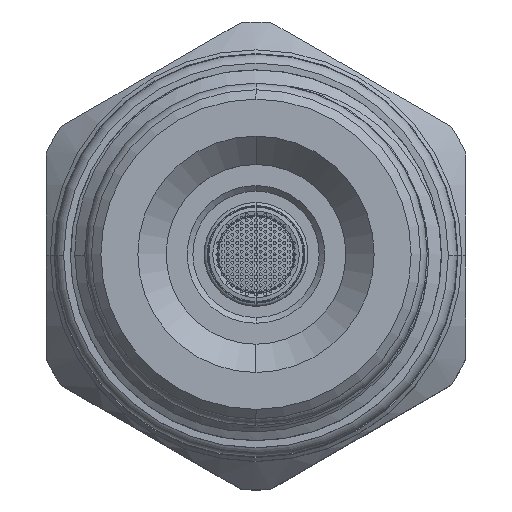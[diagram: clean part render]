
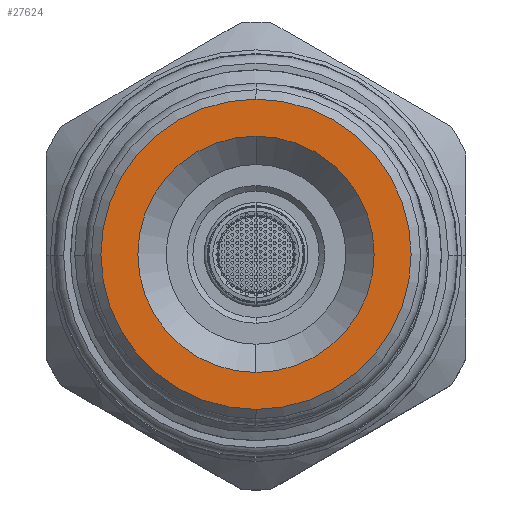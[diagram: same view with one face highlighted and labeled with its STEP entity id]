
A CAD part, top view. The second image highlights one B-rep face of the part: STEP entity #27624.
In plain terms, the highlighted planar face has unit normal (0, 0, 1).
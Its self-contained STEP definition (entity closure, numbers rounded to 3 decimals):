
#706 = ORIENTED_EDGE ( 'NONE', *, *, #54614, .F. ) ;
#5636 = ORIENTED_EDGE ( 'NONE', *, *, #28478, .T. ) ;
#6698 = CARTESIAN_POINT ( 'NONE',  ( 0., 0., 45.202 ) ) ;
#9188 = CARTESIAN_POINT ( 'NONE',  ( 0., -6.265, 45.202 ) ) ;
#11544 = CARTESIAN_POINT ( 'NONE',  ( 0., 8.225, 45.202 ) ) ;
#12334 = AXIS2_PLACEMENT_3D ( 'NONE', #45213, #37767, #16775 ) ;
#13707 = AXIS2_PLACEMENT_3D ( 'NONE', #40818, #19444, #24089 ) ;
#14996 = CARTESIAN_POINT ( 'NONE',  ( 0., 0., 45.202 ) ) ;
#15228 = VERTEX_POINT ( 'NONE', #24908 ) ;
#15422 = ORIENTED_EDGE ( 'NONE', *, *, #35956, .F. ) ;
#16775 = DIRECTION ( 'NONE',  ( 0., -1., 0. ) ) ;
#17883 = CIRCLE ( 'NONE', #34050, 8.225 ) ;
#19444 = DIRECTION ( 'NONE',  ( 0., 0., 1. ) ) ;
#22846 = ORIENTED_EDGE ( 'NONE', *, *, #35623, .T. ) ;
#23702 = CARTESIAN_POINT ( 'NONE',  ( 0., 0., 45.202 ) ) ;
#23889 = DIRECTION ( 'NONE',  ( 0., 1., 0. ) ) ;
#24086 = DIRECTION ( 'NONE',  ( 0., 0., 1. ) ) ;
#24089 = DIRECTION ( 'NONE',  ( 0., -1., 0. ) ) ;
#24611 = CARTESIAN_POINT ( 'NONE',  ( 0., 6.265, 45.202 ) ) ;
#24908 = CARTESIAN_POINT ( 'NONE',  ( 0., -8.225, 45.202 ) ) ;
#27624 = ADVANCED_FACE ( 'NONE', ( #38448, #36470 ), #49289, .F. ) ;
#27822 = DIRECTION ( 'NONE',  ( 0., 0., 1. ) ) ;
#28193 = AXIS2_PLACEMENT_3D ( 'NONE', #23702, #27822, #23889 ) ;
#28277 = DIRECTION ( 'NONE',  ( 0., 1., 0. ) ) ;
#28478 = EDGE_CURVE ( 'NONE', #15228, #44299, #17883, .T. ) ;
#30793 = AXIS2_PLACEMENT_3D ( 'NONE', #6698, #53682, #28277 ) ;
#32078 = DIRECTION ( 'NONE',  ( 0., -1., 0. ) ) ;
#33503 = VERTEX_POINT ( 'NONE', #9188 ) ;
#34050 = AXIS2_PLACEMENT_3D ( 'NONE', #14996, #24086, #32078 ) ;
#35623 = EDGE_CURVE ( 'NONE', #44299, #15228, #47502, .T. ) ;
#35956 = EDGE_CURVE ( 'NONE', #42625, #33503, #48781, .T. ) ;
#36470 = FACE_BOUND ( 'NONE', #50688, .T. ) ;
#37767 = DIRECTION ( 'NONE',  ( 0., 0., -1. ) ) ;
#38448 = FACE_OUTER_BOUND ( 'NONE', #40019, .T. ) ;
#40019 = EDGE_LOOP ( 'NONE', ( #5636, #22846 ) ) ;
#40818 = CARTESIAN_POINT ( 'NONE',  ( 0., 0., 45.202 ) ) ;
#42625 = VERTEX_POINT ( 'NONE', #24611 ) ;
#44299 = VERTEX_POINT ( 'NONE', #11544 ) ;
#45213 = CARTESIAN_POINT ( 'NONE',  ( 0., 0., 45.202 ) ) ;
#47502 = CIRCLE ( 'NONE', #13707, 8.225 ) ;
#48781 = CIRCLE ( 'NONE', #30793, 6.265 ) ;
#49289 = PLANE ( 'NONE',  #12334 ) ;
#50688 = EDGE_LOOP ( 'NONE', ( #15422, #706 ) ) ;
#53682 = DIRECTION ( 'NONE',  ( 0., 0., 1. ) ) ;
#54614 = EDGE_CURVE ( 'NONE', #33503, #42625, #54644, .T. ) ;
#54644 = CIRCLE ( 'NONE', #28193, 6.265 ) ;
